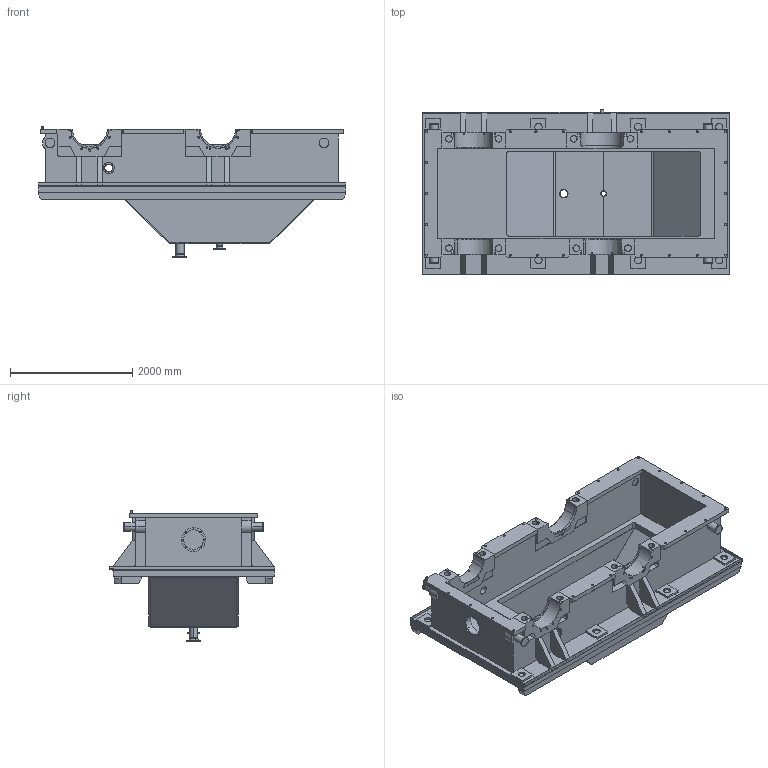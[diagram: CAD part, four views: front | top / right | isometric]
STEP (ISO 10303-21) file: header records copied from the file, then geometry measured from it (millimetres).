
FILE_DESCRIPTION(('FreeCAD Model'),'2;1');
FILE_NAME('Open CASCADE Shape Model','2025-05-08T04:13:14',('FreeCAD'),( 'FreeCAD'),'Open CASCADE STEP processor 7.6','FreeCAD','Unknown');
FILE_SCHEMA(('AUTOMOTIVE_DESIGN { 1 0 10303 214 1 1 1 1 }'));
Products named in the file (1): Open CASCADE STEP translator 7.6 1
Bounding box: 5045.87 x 2712.05 x 2163.45 mm (x, y, z)
Volume: 3127422907.6 mm3; surface area: 91499172.2 mm2
Topology: 63 solids, 67 shells, 1243 faces, 3121 edges, 1982 vertices
Faces by surface type: bspline 1243
Entity records: 38443 total; most frequent: CARTESIAN_POINT 20633, ORIENTED_EDGE 6022, EDGE_CURVE 3025, VERTEX_POINT 1982, B_SPLINE_CURVE_WITH_KNOTS 1886, FACE_BOUND 1475, EDGE_LOOP 1475, ADVANCED_FACE 1243
